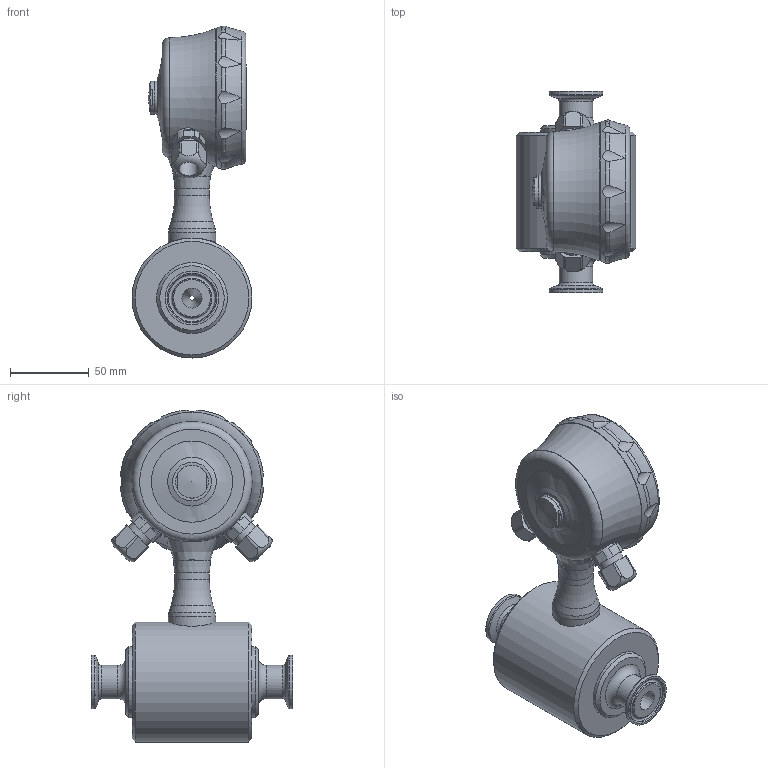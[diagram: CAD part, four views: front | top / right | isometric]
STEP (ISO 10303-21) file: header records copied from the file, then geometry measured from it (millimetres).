
FILE_DESCRIPTION( ( 'Unknown' ), '1' );
FILE_NAME( 'PF75H5xxxxxxx03x1A42xx2xxx0x0.stp', 'Unknown', ( 'Unknown' ), ( 'Unknown' ), 'PSStep 19.0.9', 'Unknown', ' ' );
FILE_SCHEMA( ( 'AUTOMOTIVE_DESIGN { 1 0 10303 214 1 1 1 1 }' ) );
Length unit declared in the file: millimetre
Products named in the file (1): 2410 DN15 CLAMP ISO2852_5
Bounding box: 76.1 x 128 x 210.78 mm (x, y, z)
Volume: 691926 mm3; surface area: 76983.5 mm2
Topology: 1 solids, 16 shells, 524 faces, 1365 edges, 895 vertices
Faces by surface type: plane 258, cylinder 144, torus 49, cone 39, bspline 22, extrusion 4, revolution 4, sphere 4
Full cylindrical faces by diameter (mm): 3 x2, 3.459 x2, 12 x2, 16 x4, 16.691 x2, 20.8 x1, 21 x1, 21.2 x2, 22 x1, 23.5 x1, 30 x1, 34 x2, 45 x2, 76.1 x1, 81.2 x1, 83.7 x1, 88 x1
Entity records: 23393 total; most frequent: CARTESIAN_POINT 7110, ORIENTED_EDGE 2500, DIRECTION 2374, EDGE_CURVE 1250, AXIS2_PLACEMENT_3D 890, VERTEX_POINT 862, EDGE_LOOP 641, VECTOR 590
